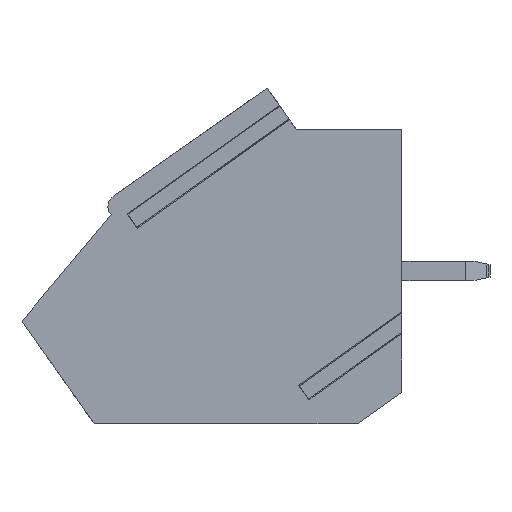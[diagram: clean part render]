
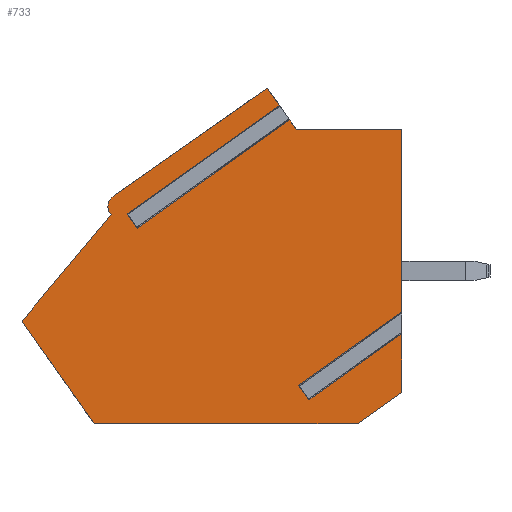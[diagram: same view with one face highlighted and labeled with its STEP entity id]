
A CAD part, left-side view. The second image highlights one B-rep face of the part: STEP entity #733.
In plain terms, the highlighted planar face has unit normal (-1, 0, 0).
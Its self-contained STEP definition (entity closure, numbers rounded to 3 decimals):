
#733=ADVANCED_FACE('',(#1484),#1485,.F.);
#1484=FACE_OUTER_BOUND('',#2256,.T.);
#1485=PLANE('',#2257);
#2256=EDGE_LOOP('',(#4381,#4382,#4383,#4384,#4385,#4386,#4387,#4388,#4389,#4390,#4391,#4392,#4393,#4394,#4395,#4396,#4397,#4398,#4399,#4400,#4401));
#2257=AXIS2_PLACEMENT_3D('',#4402,#4403,#4404);
#4381=ORIENTED_EDGE('',*,*,#5392,.T.);
#4382=ORIENTED_EDGE('',*,*,#5404,.T.);
#4383=ORIENTED_EDGE('',*,*,#5437,.T.);
#4384=ORIENTED_EDGE('',*,*,#5438,.F.);
#4385=ORIENTED_EDGE('',*,*,#5439,.F.);
#4386=ORIENTED_EDGE('',*,*,#5440,.F.);
#4387=ORIENTED_EDGE('',*,*,#5441,.F.);
#4388=ORIENTED_EDGE('',*,*,#5442,.F.);
#4389=ORIENTED_EDGE('',*,*,#5443,.T.);
#4390=ORIENTED_EDGE('',*,*,#5444,.T.);
#4391=ORIENTED_EDGE('',*,*,#5445,.T.);
#4392=ORIENTED_EDGE('',*,*,#5446,.T.);
#4393=ORIENTED_EDGE('',*,*,#5447,.F.);
#4394=ORIENTED_EDGE('',*,*,#5413,.T.);
#4395=ORIENTED_EDGE('',*,*,#5415,.T.);
#4396=ORIENTED_EDGE('',*,*,#5422,.T.);
#4397=ORIENTED_EDGE('',*,*,#5448,.F.);
#4398=ORIENTED_EDGE('',*,*,#5449,.T.);
#4399=ORIENTED_EDGE('',*,*,#5401,.T.);
#4400=ORIENTED_EDGE('',*,*,#5389,.T.);
#4401=ORIENTED_EDGE('',*,*,#5399,.T.);
#4402=CARTESIAN_POINT('',(-15.0,6.573,4.668));
#4403=DIRECTION('',(1.0,0.0,0.));
#4404=DIRECTION('',(0.,0.0,-1.0));
#5389=EDGE_CURVE('',#6674,#6676,#6678,.T.);
#5392=EDGE_CURVE('',#6683,#6680,#6684,.T.);
#5399=EDGE_CURVE('',#6676,#6683,#6692,.T.);
#5401=EDGE_CURVE('',#6694,#6674,#6695,.T.);
#5404=EDGE_CURVE('',#6680,#6697,#6699,.T.);
#5413=EDGE_CURVE('',#6710,#6712,#6714,.T.);
#5415=EDGE_CURVE('',#6712,#6716,#6717,.T.);
#5422=EDGE_CURVE('',#6716,#6728,#6729,.T.);
#5437=EDGE_CURVE('',#6697,#6748,#6749,.T.);
#5438=EDGE_CURVE('',#6750,#6748,#6751,.T.);
#5439=EDGE_CURVE('',#6752,#6750,#6753,.T.);
#5440=EDGE_CURVE('',#6754,#6752,#6755,.T.);
#5441=EDGE_CURVE('',#6756,#6754,#6757,.T.);
#5442=EDGE_CURVE('',#6758,#6756,#6759,.T.);
#5443=EDGE_CURVE('',#6758,#6760,#6761,.T.);
#5444=EDGE_CURVE('',#6760,#6762,#6763,.T.);
#5445=EDGE_CURVE('',#6762,#6764,#6765,.T.);
#5446=EDGE_CURVE('',#6764,#6766,#6767,.T.);
#5447=EDGE_CURVE('',#6710,#6766,#6768,.T.);
#5448=EDGE_CURVE('',#6769,#6728,#6770,.T.);
#5449=EDGE_CURVE('',#6769,#6694,#6771,.T.);
#6674=VERTEX_POINT('',#8506);
#6676=VERTEX_POINT('',#8508);
#6678=LINE('',#8510,#8511);
#6680=VERTEX_POINT('',#8513);
#6683=VERTEX_POINT('',#8516);
#6684=LINE('',#8517,#8518);
#6692=LINE('',#8529,#8530);
#6694=VERTEX_POINT('',#8532);
#6695=LINE('',#8533,#8534);
#6697=VERTEX_POINT('',#8537);
#6699=LINE('',#8540,#8541);
#6710=VERTEX_POINT('',#8556);
#6712=VERTEX_POINT('',#8558);
#6714=LINE('',#8560,#8561);
#6716=VERTEX_POINT('',#8563);
#6717=LINE('',#8564,#8565);
#6728=VERTEX_POINT('',#8578);
#6729=LINE('',#8579,#8580);
#6748=VERTEX_POINT('',#8605);
#6749=LINE('',#8606,#8607);
#6750=VERTEX_POINT('',#8608);
#6751=LINE('',#8609,#8610);
#6752=VERTEX_POINT('',#8611);
#6753=LINE('',#8612,#8613);
#6754=VERTEX_POINT('',#8614);
#6755=LINE('',#8615,#8616);
#6756=VERTEX_POINT('',#8617);
#6757=LINE('',#8618,#8619);
#6758=VERTEX_POINT('',#8620);
#6759=LINE('',#8621,#8622);
#6760=VERTEX_POINT('',#8623);
#6761=LINE('',#8624,#8625);
#6762=VERTEX_POINT('',#8626);
#6763=LINE('',#8627,#8628);
#6764=VERTEX_POINT('',#8629);
#6765=LINE('',#8630,#8631);
#6766=VERTEX_POINT('',#8632);
#6767=LINE('',#8633,#8634);
#6768=LINE('',#8635,#8636);
#6769=VERTEX_POINT('',#8637);
#6770=LINE('',#8638,#8639);
#6771=LINE('',#8640,#8641);
#8506=CARTESIAN_POINT('',(-15.0,4.584,11.127));
#8508=CARTESIAN_POINT('',(-15.0,10.791,6.707));
#8510=CARTESIAN_POINT('',(-15.0,5.87,10.211));
#8511=VECTOR('',#9414,1.0);
#8513=CARTESIAN_POINT('',(-15.0,4.996,11.718));
#8516=CARTESIAN_POINT('',(-15.0,11.209,7.293));
#8517=CARTESIAN_POINT('',(-15.0,6.288,10.797));
#8518=VECTOR('',#9418,1.0);
#8529=CARTESIAN_POINT('',(-15.0,9.704,5.18));
#8530=VECTOR('',#9425,1.0);
#8532=CARTESIAN_POINT('',(-15.0,4.301,10.719));
#8533=CARTESIAN_POINT('',(-15.0,4.301,10.719));
#8534=VECTOR('',#9426,1.0);
#8537=CARTESIAN_POINT('',(-15.0,5.487,12.423));
#8540=CARTESIAN_POINT('',(-15.0,4.301,10.719));
#8541=VECTOR('',#9429,1.0);
#8556=CARTESIAN_POINT('',(-15.0,0.0,2.406));
#8558=CARTESIAN_POINT('',(-15.0,3.791,-0.293));
#8560=CARTESIAN_POINT('',(-15.0,-0.205,2.553));
#8561=VECTOR('',#9440,1.0);
#8563=CARTESIAN_POINT('',(-15.0,4.209,0.293));
#8564=CARTESIAN_POINT('',(-15.0,5.536,2.156));
#8565=VECTOR('',#9441,1.0);
#8578=CARTESIAN_POINT('',(-15.0,0.0,3.29));
#8579=CARTESIAN_POINT('',(-15.0,0.079,3.234));
#8580=VECTOR('',#9453,1.0);
#8605=CARTESIAN_POINT('',(-15.0,11.783,8.018));
#8606=CARTESIAN_POINT('',(-15.0,5.487,12.423));
#8607=VECTOR('',#9469,1.);
#8608=CARTESIAN_POINT('',(-15.0,11.905,7.896));
#8609=CARTESIAN_POINT('',(-15.0,11.905,7.896));
#8610=VECTOR('',#9470,1.0);
#8611=CARTESIAN_POINT('',(-15.0,11.98,7.736));
#8612=CARTESIAN_POINT('',(-15.0,11.98,7.736));
#8613=VECTOR('',#9471,1.0);
#8614=CARTESIAN_POINT('',(-15.0,11.999,7.566));
#8615=CARTESIAN_POINT('',(-15.0,11.999,7.566));
#8616=VECTOR('',#9472,1.0);
#8617=CARTESIAN_POINT('',(-15.0,11.952,7.397));
#8618=CARTESIAN_POINT('',(-15.0,11.952,7.397));
#8619=VECTOR('',#9473,1.0);
#8620=CARTESIAN_POINT('',(-15.0,11.858,7.256));
#8621=CARTESIAN_POINT('',(-15.0,11.858,7.256));
#8622=VECTOR('',#9474,1.0);
#8623=CARTESIAN_POINT('',(-15.0,15.5,2.917));
#8624=CARTESIAN_POINT('',(-15.0,11.858,7.256));
#8625=VECTOR('',#9475,1.0);
#8626=CARTESIAN_POINT('',(-15.0,12.554,-1.28));
#8627=CARTESIAN_POINT('',(-15.0,15.5,2.917));
#8628=VECTOR('',#9476,1.0);
#8629=CARTESIAN_POINT('',(-15.0,1.826,-1.28));
#8630=CARTESIAN_POINT('',(-15.0,12.554,-1.28));
#8631=VECTOR('',#9477,1.0);
#8632=CARTESIAN_POINT('',(-15.0,0.0,0.));
#8633=CARTESIAN_POINT('',(-15.0,1.826,-1.28));
#8634=VECTOR('',#9478,1.0);
#8635=CARTESIAN_POINT('',(-15.0,0.0,10.719));
#8636=VECTOR('',#9479,1.0);
#8637=CARTESIAN_POINT('',(-15.0,0.0,10.719));
#8638=CARTESIAN_POINT('',(-15.0,0.0,10.719));
#8639=VECTOR('',#9480,1.0);
#8640=CARTESIAN_POINT('',(-15.0,0.0,10.719));
#8641=VECTOR('',#9481,1.0);
#9414=DIRECTION('',(-0.0,0.815,-0.58));
#9418=DIRECTION('',(0.0,-0.815,0.58));
#9425=DIRECTION('',(0.,0.58,0.815));
#9426=DIRECTION('',(0.,0.571,0.821));
#9429=DIRECTION('',(0.,0.571,0.821));
#9440=DIRECTION('',(-0.0,0.815,-0.58));
#9441=DIRECTION('',(0.,0.58,0.815));
#9453=DIRECTION('',(0.0,-0.815,0.58));
#9469=DIRECTION('',(0.,0.819,-0.573));
#9470=DIRECTION('',(0.,-0.707,0.707));
#9471=DIRECTION('',(0.,-0.426,0.905));
#9472=DIRECTION('',(0.,-0.11,0.994));
#9473=DIRECTION('',(0.,0.268,0.964));
#9474=DIRECTION('',(0.,0.555,0.832));
#9475=DIRECTION('',(0.,0.643,-0.766));
#9476=DIRECTION('',(0.,-0.574,-0.819));
#9477=DIRECTION('',(0.0,-1.0,0.0));
#9478=DIRECTION('',(0.,-0.819,0.574));
#9479=DIRECTION('',(0.,0.0,-1.0));
#9480=DIRECTION('',(0.,0.0,-1.0));
#9481=DIRECTION('',(0.0,1.0,0.0));
